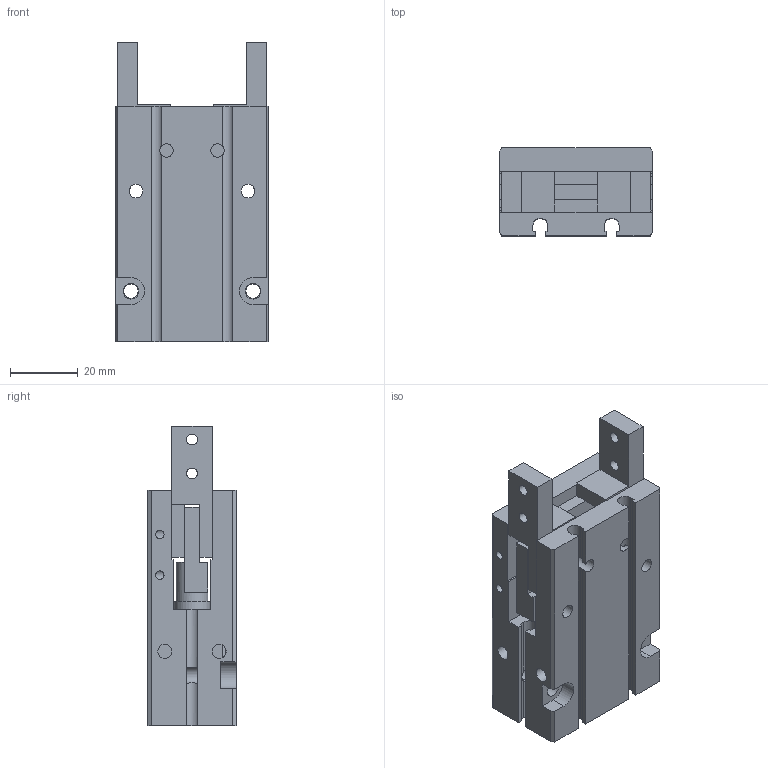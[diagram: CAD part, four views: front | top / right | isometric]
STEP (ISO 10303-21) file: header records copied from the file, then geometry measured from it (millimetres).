
FILE_DESCRIPTION((''),'2;1');
FILE_NAME('ACHP20STEP','2012-11-27T05:52:09',('Administrator'),(''),'CADlook_v9.0','Cimatron E 8.0','');
FILE_SCHEMA(('AUTOMOTIVE_DESIGN { 1 2 10303 214 0 1 1 1 }'));
Length unit declared in the file: millimetre
Bounding box: 45 x 26 x 88.5 mm (x, y, z)
Volume: 68355 mm3; surface area: 27225.4 mm2
Topology: 3 solids, 3 shells, 172 faces, 544 edges, 382 vertices
Faces by surface type: plane 111, cylinder 61
Full cylindrical faces by diameter (mm): 2.5 x4, 3.2 x4, 4 x10, 4.2 x10, 4.7 x2, 9.331 x1, 10.5 x1, 22 x1
Entity records: 7911 total; most frequent: CARTESIAN_POINT 1563, ORIENTED_EDGE 1016, DIRECTION 1002, EDGE_CURVE 508, VERTEX_POINT 382, AXIS2_PLACEMENT_3D 351, VECTOR 300, LINE 300
